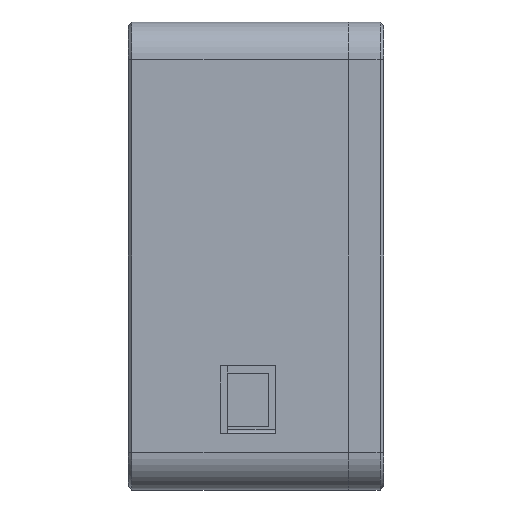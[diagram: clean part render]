
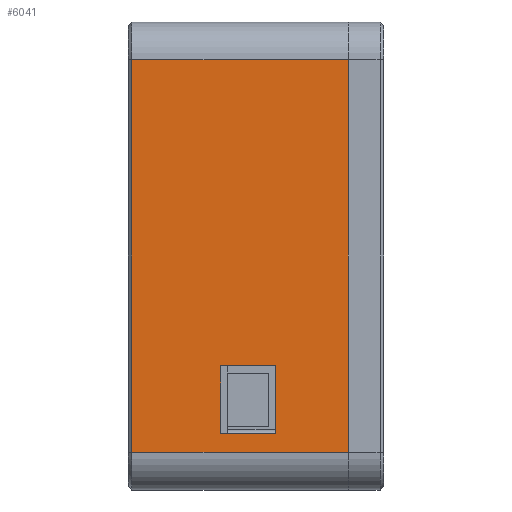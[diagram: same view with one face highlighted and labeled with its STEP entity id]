
A CAD part, left-side view. The second image highlights one B-rep face of the part: STEP entity #6041.
In plain terms, the highlighted planar face has unit normal (-1, 0, 0).
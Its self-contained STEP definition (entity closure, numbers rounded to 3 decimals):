
#558=FACE_BOUND('',#1192,.T.);
#826=FACE_OUTER_BOUND('',#1191,.T.);
#1191=EDGE_LOOP('',(#4406,#4407,#4408,#4409));
#1192=EDGE_LOOP('',(#4410,#4411,#4412,#4413));
#1531=LINE('',#7971,#2015);
#1568=LINE('',#8135,#2052);
#1572=LINE('',#8143,#2056);
#1575=LINE('',#8151,#2059);
#1578=LINE('',#8156,#2062);
#1631=LINE('',#8313,#2115);
#1632=LINE('',#8317,#2116);
#1633=LINE('',#8318,#2117);
#2015=VECTOR('',#6788,10.);
#2052=VECTOR('',#6957,10.);
#2056=VECTOR('',#6963,10.);
#2059=VECTOR('',#6970,10.);
#2062=VECTOR('',#6975,10.);
#2115=VECTOR('',#7156,10.);
#2116=VECTOR('',#7161,10.);
#2117=VECTOR('',#7162,10.);
#2486=VERTEX_POINT('',#7963);
#2488=VERTEX_POINT('',#7969);
#2548=VERTEX_POINT('',#8133);
#2549=VERTEX_POINT('',#8134);
#2552=VERTEX_POINT('',#8142);
#2555=VERTEX_POINT('',#8150);
#2596=VERTEX_POINT('',#8312);
#2597=VERTEX_POINT('',#8316);
#3117=EDGE_CURVE('',#2488,#2486,#1531,.T.);
#3196=EDGE_CURVE('',#2548,#2549,#1568,.T.);
#3200=EDGE_CURVE('',#2552,#2548,#1572,.T.);
#3204=EDGE_CURVE('',#2555,#2552,#1575,.T.);
#3207=EDGE_CURVE('',#2549,#2555,#1578,.T.);
#3284=EDGE_CURVE('',#2596,#2486,#1631,.T.);
#3286=EDGE_CURVE('',#2597,#2488,#1632,.T.);
#3287=EDGE_CURVE('',#2596,#2597,#1633,.T.);
#4406=ORIENTED_EDGE('',*,*,#3117,.F.);
#4407=ORIENTED_EDGE('',*,*,#3286,.F.);
#4408=ORIENTED_EDGE('',*,*,#3287,.F.);
#4409=ORIENTED_EDGE('',*,*,#3284,.T.);
#4410=ORIENTED_EDGE('',*,*,#3196,.T.);
#4411=ORIENTED_EDGE('',*,*,#3207,.T.);
#4412=ORIENTED_EDGE('',*,*,#3204,.T.);
#4413=ORIENTED_EDGE('',*,*,#3200,.T.);
#5879=PLANE('',#6484);
#6041=ADVANCED_FACE('',(#826,#558),#5879,.T.);
#6484=AXIS2_PLACEMENT_3D('',#8315,#7159,#7160);
#6788=DIRECTION('',(0.,0.,1.));
#6957=DIRECTION('',(0.,-1.,0.));
#6963=DIRECTION('',(0.,0.,1.));
#6970=DIRECTION('',(0.,1.,0.));
#6975=DIRECTION('',(0.,0.,-1.));
#7156=DIRECTION('',(0.,1.,0.));
#7159=DIRECTION('center_axis',(-1.,0.,0.));
#7160=DIRECTION('ref_axis',(0.,0.,1.));
#7161=DIRECTION('',(0.,1.,0.));
#7162=DIRECTION('',(0.,0.,-1.));
#7963=CARTESIAN_POINT('',(-43.,12.5,27.7));
#7969=CARTESIAN_POINT('',(-43.,12.5,-27.7));
#7971=CARTESIAN_POINT('',(-43.,12.5,-13.85));
#8133=CARTESIAN_POINT('',(-43.,0.,-15.5));
#8134=CARTESIAN_POINT('',(-43.,-7.8,-15.5));
#8135=CARTESIAN_POINT('',(-43.,-9.,-15.5));
#8142=CARTESIAN_POINT('',(-43.,0.,-25.));
#8143=CARTESIAN_POINT('',(-43.,0.,-26.35));
#8150=CARTESIAN_POINT('',(-43.,-7.8,-25.));
#8151=CARTESIAN_POINT('',(-43.,-12.9,-25.));
#8156=CARTESIAN_POINT('',(-43.,-7.8,-21.6));
#8312=CARTESIAN_POINT('',(-43.,-18.,27.7));
#8313=CARTESIAN_POINT('',(-43.,-18.,27.7));
#8315=CARTESIAN_POINT('Origin',(-43.,-18.,-27.7));
#8316=CARTESIAN_POINT('',(-43.,-18.,-27.7));
#8317=CARTESIAN_POINT('',(-43.,-18.,-27.7));
#8318=CARTESIAN_POINT('',(-43.,-18.,27.7));
